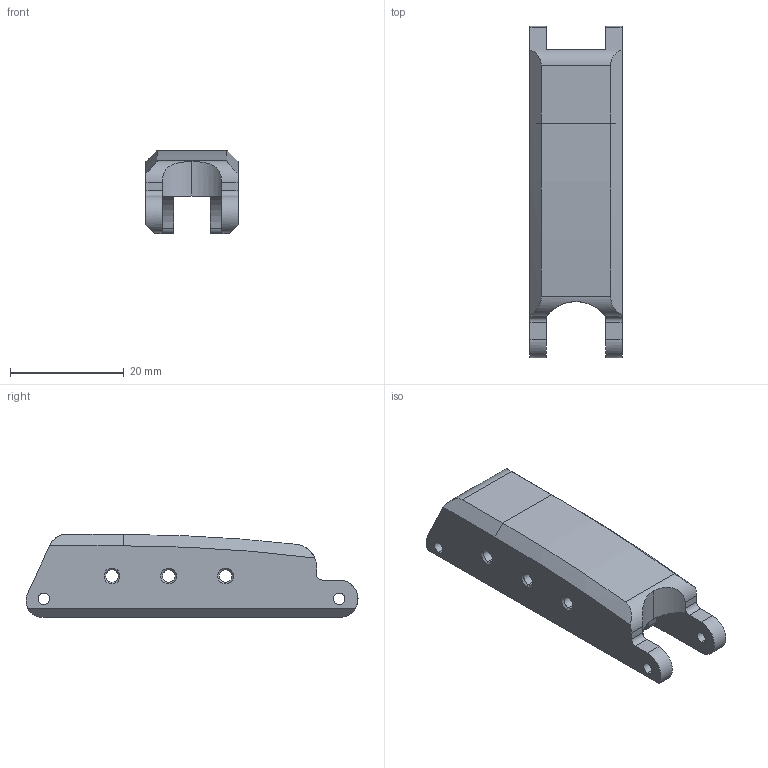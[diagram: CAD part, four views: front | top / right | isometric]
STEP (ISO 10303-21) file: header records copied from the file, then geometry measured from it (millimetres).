
FILE_DESCRIPTION (( 'STEP AP214' ), '1' );
FILE_NAME ('5.硌僇賦凳.STEP', '2025-11-13T16:26:17', ( '' ), ( '' ), 'SwSTEP 2.0', 'SolidWorks 2025', '' );
FILE_SCHEMA (( 'AUTOMOTIVE_DESIGN' ));
Length unit declared in the file: millimetre
Products named in the file (1): 5.指段结构
Bounding box: 16.2 x 58.44 x 14.62 mm (x, y, z)
Volume: 6958.8 mm3; surface area: 4474.8 mm2
Topology: 1 solids, 1 shells, 76 faces, 206 edges, 132 vertices
Faces by surface type: cylinder 38, plane 24, cone 14
Entity records: 2570 total; most frequent: CARTESIAN_POINT 538, DIRECTION 438, ORIENTED_EDGE 412, EDGE_CURVE 206, AXIS2_PLACEMENT_3D 165, VERTEX_POINT 132, LINE 108, VECTOR 108
